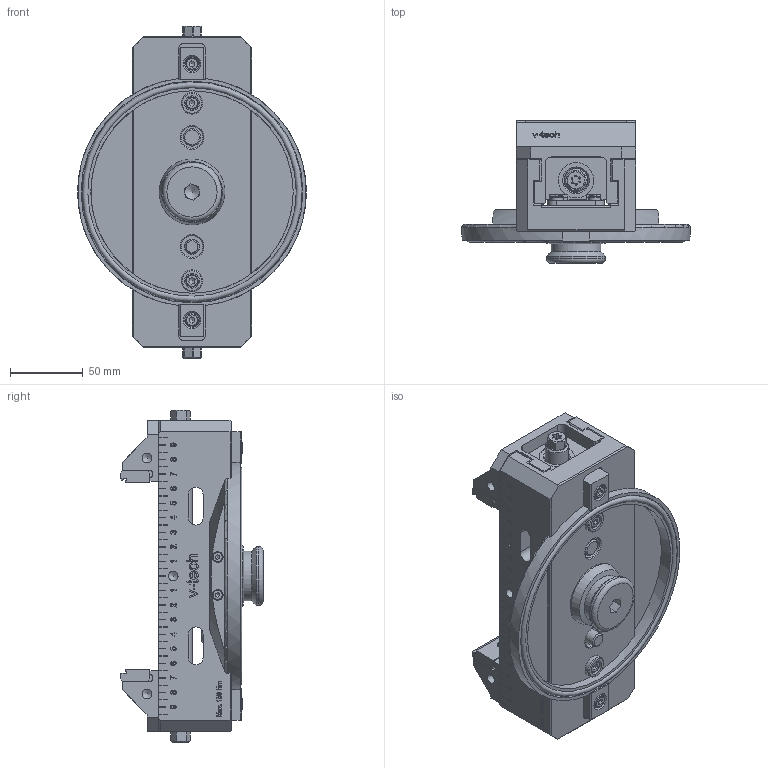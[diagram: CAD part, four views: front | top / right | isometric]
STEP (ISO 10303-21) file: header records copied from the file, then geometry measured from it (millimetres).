
FILE_DESCRIPTION(/* description */ (''),/* implementation_level */ '2;1');
FILE_NAME(/* name */ 'VIS-E 82-214-insertJaw.stp',/* time_stamp */ '2024-10-21T10:46:26+02:00',/* author */ ('Admin'),/* organization */ (''),/* preprocessor_version */ 'ST-DEVELOPER v20',/* originating_system */ 'Autodesk Inventor 2025',/* authorisation */ '');
FILE_SCHEMA (('CONFIG_CONTROL_DESIGN'));
Products named in the file (10): Sestava1; telo82-2; 24002-1200.130L; 24002-1203.13xL; DIN 7991 - M4x8; 24002-1200.130R; 24002-1203.13xR; 24002-1201.1_3; DIN 7991 - M4x10; 24002-1205
Assembly tree (12 placements, depth 3):
  Sestava1
    telo82-2
    24002-1200.130L
      24002-1203.13xL
      24002-1201.1_3
      DIN 7991 - M4x8  x2
    24002-1200.130R
      24002-1203.13xR
      24002-1201.1_3
      DIN 7991 - M4x10  x2
      24002-1205
Bounding box: 157 x 97.8 x 228 mm (x, y, z)
Volume: 843483.2 mm3; surface area: 203759.9 mm2
Topology: 11 solids, 54 shells, 2836 faces, 7523 edges, 4955 vertices
Faces by surface type: plane 1663, bspline 556, cylinder 295, cone 222, torus 100
Full cylindrical faces by diameter (mm): 1.567 x4, 2.4 x8, 3.242 x8, 3.8 x8, 4 x8, 4.134 x10, 4.5 x10, 5 x10, 5.3 x2, 5.5 x8, 6.647 x6, 7 x4, 7.5 x4, 8 x5, 8.5 x10, 9 x7, 9.4 x2, 10 x9, 10.376 x2, 12 x1, 14 x2, 15 x8, 16 x8, 16.376 x3, 16.4 x2, 16.5 x4, 17 x1, 17.4 x4, 18 x3, 19 x1
Entity records: 92493 total; most frequent: CARTESIAN_POINT 23811, ORIENTED_EDGE 14674, DIRECTION 11621, EDGE_CURVE 7337, VERTEX_POINT 4867, LINE 4727, VECTOR 4727, AXIS2_PLACEMENT_3D 3447
